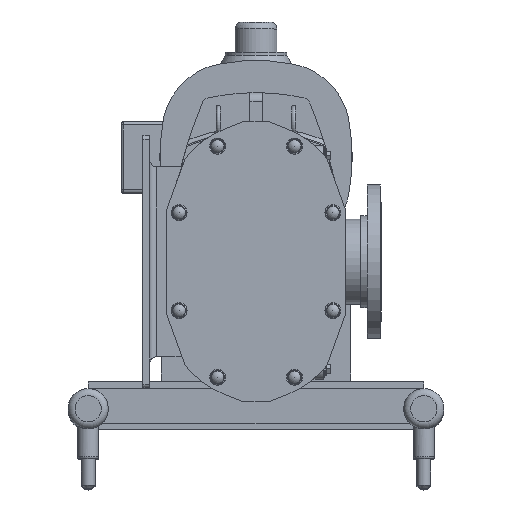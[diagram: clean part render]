
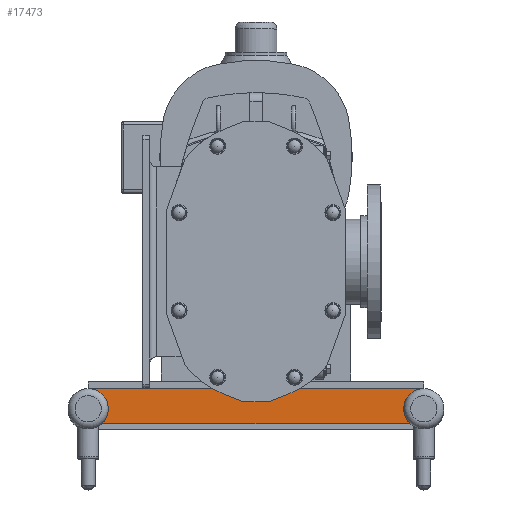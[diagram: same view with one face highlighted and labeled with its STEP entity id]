
A CAD part, top view. The second image highlights one B-rep face of the part: STEP entity #17473.
In plain terms, the highlighted planar face has unit normal (0, 0, 1).
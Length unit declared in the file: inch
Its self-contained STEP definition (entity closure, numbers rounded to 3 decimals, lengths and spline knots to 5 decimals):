
#1001=CIRCLE('',#18514,1.44);
#1002=CIRCLE('',#18515,1.44);
#2178=FACE_OUTER_BOUND('',#3187,.T.);
#3187=EDGE_LOOP('',(#11612,#11613,#11614,#11615,#11616,#11617));
#4341=LINE('',#25828,#5696);
#4342=LINE('',#25831,#5697);
#4343=LINE('',#25835,#5698);
#4344=LINE('',#25838,#5699);
#5696=VECTOR('',#20482,0.3937);
#5697=VECTOR('',#20485,0.3937);
#5698=VECTOR('',#20488,0.3937);
#5699=VECTOR('',#20491,0.3937);
#7052=VERTEX_POINT('',#25821);
#7054=VERTEX_POINT('',#25826);
#7055=VERTEX_POINT('',#25830);
#7056=VERTEX_POINT('',#25832);
#7057=VERTEX_POINT('',#25834);
#7058=VERTEX_POINT('',#25836);
#8873=EDGE_CURVE('',#7052,#7054,#4341,.T.);
#8874=EDGE_CURVE('',#7054,#7055,#4342,.T.);
#8875=EDGE_CURVE('',#7055,#7056,#1001,.T.);
#8876=EDGE_CURVE('',#7056,#7057,#4343,.T.);
#8877=EDGE_CURVE('',#7057,#7058,#1002,.T.);
#8878=EDGE_CURVE('',#7058,#7052,#4344,.T.);
#11612=ORIENTED_EDGE('',*,*,#8873,.T.);
#11613=ORIENTED_EDGE('',*,*,#8874,.T.);
#11614=ORIENTED_EDGE('',*,*,#8875,.T.);
#11615=ORIENTED_EDGE('',*,*,#8876,.T.);
#11616=ORIENTED_EDGE('',*,*,#8877,.T.);
#11617=ORIENTED_EDGE('',*,*,#8878,.T.);
#16942=PLANE('',#18513);
#17473=ADVANCED_FACE('',(#2178),#16942,.T.);
#18513=AXIS2_PLACEMENT_3D('',#25829,#20483,#20484);
#18514=AXIS2_PLACEMENT_3D('',#25833,#20486,#20487);
#18515=AXIS2_PLACEMENT_3D('',#25837,#20489,#20490);
#20482=DIRECTION('',(-1.,0.,0.));
#20483=DIRECTION('center_axis',(0.,0.,
1.));
#20484=DIRECTION('ref_axis',(1.,0.,0.));
#20485=DIRECTION('',(0.,-1.,0.));
#20486=DIRECTION('center_axis',(0.,0.,
-1.));
#20487=DIRECTION('ref_axis',(0.677,-0.736,0.));
#20488=DIRECTION('',(1.,0.,0.));
#20489=DIRECTION('center_axis',(0.,0.,
-1.));
#20490=DIRECTION('ref_axis',(-0.347,0.938,0.));
#20491=DIRECTION('',(0.,1.,0.));
#25821=CARTESIAN_POINT('',(11.4975,-9.062,-13.404));
#25826=CARTESIAN_POINT('',(-11.5025,-9.062,-13.404));
#25828=CARTESIAN_POINT('',(-0.0025,-9.062,-13.404));
#25829=CARTESIAN_POINT('Origin',(-0.0025,-10.27749,
-13.404));
#25830=CARTESIAN_POINT('',(-11.5025,-9.14909,-13.404));
#25831=CARTESIAN_POINT('',(-11.5025,-9.14909,-13.404));
#25832=CARTESIAN_POINT('',(-11.02782,-11.5595,-13.404));
#25833=CARTESIAN_POINT('Origin',(-12.0025,-10.4995,-13.404));
#25834=CARTESIAN_POINT('',(11.02282,-11.5595,-13.404));
#25835=CARTESIAN_POINT('',(11.02282,-11.5595,-13.404));
#25836=CARTESIAN_POINT('',(11.4975,-9.14909,-13.404));
#25837=CARTESIAN_POINT('Origin',(11.9975,-10.4995,-13.404));
#25838=CARTESIAN_POINT('',(11.4975,-9.0595,-13.404));
